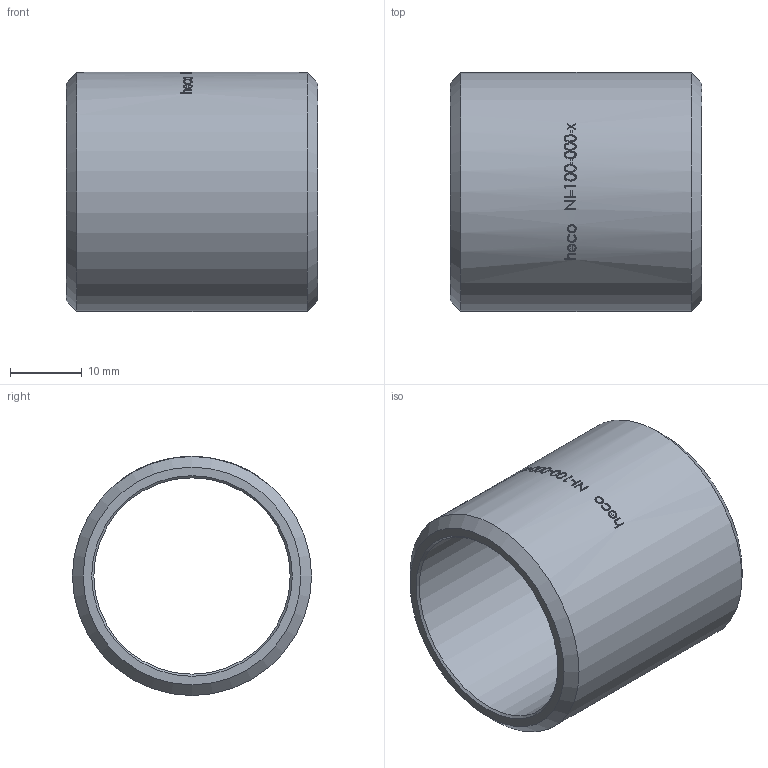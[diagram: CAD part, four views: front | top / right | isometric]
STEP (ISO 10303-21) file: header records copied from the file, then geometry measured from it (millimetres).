
FILE_DESCRIPTION (( 'STEP AP214' ), '1' );
FILE_NAME ('NI-100-000-x Rohrnippel heco 1805.STEP', '2019-11-11T08:31:37', ( '' ), ( '' ), 'SwSTEP 2.0', 'SolidWorks 2016', '' );
FILE_SCHEMA (( 'AUTOMOTIVE_DESIGN' ));
Length unit declared in the file: millimetre
Products named in the file (1): NI-100-000-x Rohrnippel heco 1805
Bounding box: 35 x 33.25 x 33.25 mm (x, y, z)
Volume: 9672 mm3; surface area: 7010.3 mm2
Topology: 1 solids, 1 shells, 168 faces, 429 edges, 285 vertices
Faces by surface type: bspline 94, plane 45, cylinder 25, cone 4
Full cylindrical faces by diameter (mm): 27.3 x1, 33.249 x1
Entity records: 16343 total; most frequent: CARTESIAN_POINT 11375, ORIENTED_EDGE 838, EDGE_CURVE 419, DIRECTION 332, B_SPLINE_CURVE_WITH_KNOTS 293, VERTEX_POINT 282, EDGE_LOOP 199, FACE_OUTER_BOUND 170
